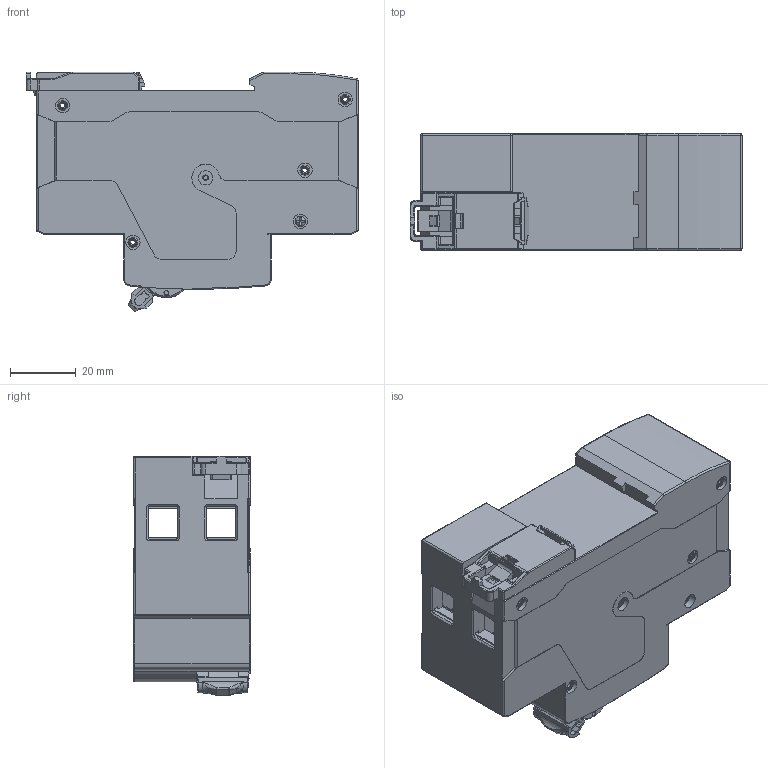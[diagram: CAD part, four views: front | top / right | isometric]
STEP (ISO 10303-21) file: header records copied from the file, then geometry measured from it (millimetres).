
FILE_DESCRIPTION((''),'2;1');
FILE_NAME('NB2-80ZT_1P_N202200001XXX','2023-07-15T09:41:22',('yuk'),(''),'CREO PARAMETRIC BY PTC INC, 2020044','CREO PARAMETRIC BY PTC INC, 2020044','');
FILE_SCHEMA(('CONFIG_CONTROL_DESIGN','SHAPE_APPEARANCE_LAYERS_GROUPS'));
Products named in the file (1): NB2-80ZT_1P_N202200001XXX
Bounding box: 101.3 x 35.6 x 73.08 mm (x, y, z)
Volume: 45738.5 mm3; surface area: 62810.1 mm2
Topology: 1 solids, 34 shells, 2894 faces, 8296 edges, 5407 vertices
Faces by surface type: plane 2006, cylinder 661, torus 129, cone 41, bspline 40, sphere 17
Entity records: 102643 total; most frequent: CARTESIAN_POINT 20266, ORIENTED_EDGE 16496, DIRECTION 15497, EDGE_CURVE 8276, VECTOR 6013, LINE 6013, VERTEX_POINT 5407, AXIS2_PLACEMENT_3D 4742
